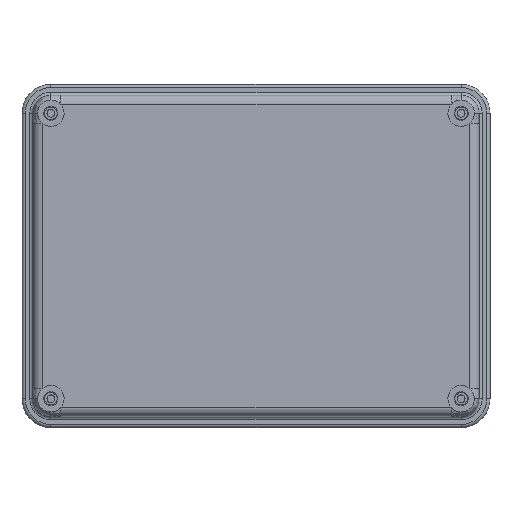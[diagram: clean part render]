
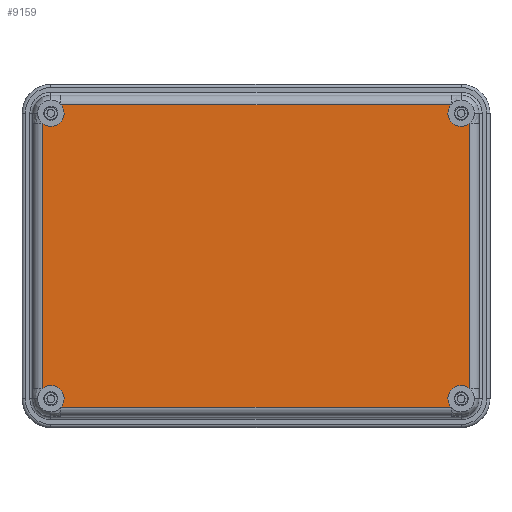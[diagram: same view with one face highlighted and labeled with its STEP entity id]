
A CAD part, top view. The second image highlights one B-rep face of the part: STEP entity #9159.
In plain terms, the highlighted planar face has unit normal (0, 0, 1).
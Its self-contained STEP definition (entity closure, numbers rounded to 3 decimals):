
#97 = ORIENTED_EDGE ( 'NONE', *, *, #17662, .T. ) ;
#381 = VERTEX_POINT ( 'NONE', #19984 ) ;
#382 = DIRECTION ( 'NONE',  ( -1., 0., 0. ) ) ;
#547 = CARTESIAN_POINT ( 'NONE',  ( 65.75, -45.75, 86.5 ) ) ;
#885 = CARTESIAN_POINT ( 'NONE',  ( -62.51, -48.5, 86.5 ) ) ;
#1114 = AXIS2_PLACEMENT_3D ( 'NONE', #18596, #13802, #20304 ) ;
#1254 = DIRECTION ( 'NONE',  ( 0., 0., 1. ) ) ;
#1768 = VECTOR ( 'NONE', #18466, 1000. ) ;
#1829 = CARTESIAN_POINT ( 'NONE',  ( 68.5, -42.51, 86.5 ) ) ;
#1958 = VERTEX_POINT ( 'NONE', #14569 ) ;
#2443 = AXIS2_PLACEMENT_3D ( 'NONE', #547, #7350, #12031 ) ;
#2975 = VERTEX_POINT ( 'NONE', #8550 ) ;
#3077 = VERTEX_POINT ( 'NONE', #20444 ) ;
#3138 = CIRCLE ( 'NONE', #13300, 4.25 ) ;
#3363 = ORIENTED_EDGE ( 'NONE', *, *, #6867, .T. ) ;
#3764 = VECTOR ( 'NONE', #20253, 1000. ) ;
#3998 = VERTEX_POINT ( 'NONE', #885 ) ;
#4025 = CARTESIAN_POINT ( 'NONE',  ( -68.5, -42.51, 86.5 ) ) ;
#4045 = ORIENTED_EDGE ( 'NONE', *, *, #17434, .T. ) ;
#4164 = VECTOR ( 'NONE', #13382, 1000. ) ;
#4215 = LINE ( 'NONE', #10480, #3764 ) ;
#4341 = AXIS2_PLACEMENT_3D ( 'NONE', #18830, #19459, #6386 ) ;
#4356 = CIRCLE ( 'NONE', #18611, 4.25 ) ;
#4581 = ORIENTED_EDGE ( 'NONE', *, *, #19653, .F. ) ;
#4614 = EDGE_CURVE ( 'NONE', #1958, #10949, #17229, .T. ) ;
#4815 = ORIENTED_EDGE ( 'NONE', *, *, #11746, .F. ) ;
#4974 = DIRECTION ( 'NONE',  ( 0., 0., 1. ) ) ;
#5006 = EDGE_CURVE ( 'NONE', #7867, #2975, #12500, .T. ) ;
#5131 = DIRECTION ( 'NONE',  ( -1., 0., 0. ) ) ;
#5191 = DIRECTION ( 'NONE',  ( -1., 0., 0. ) ) ;
#5514 = CARTESIAN_POINT ( 'NONE',  ( 68.5, 45.75, 86.5 ) ) ;
#5810 = FACE_OUTER_BOUND ( 'NONE', #10941, .T. ) ;
#6127 = LINE ( 'NONE', #20894, #11608 ) ;
#6386 = DIRECTION ( 'NONE',  ( -1., 0., 0. ) ) ;
#6867 = EDGE_CURVE ( 'NONE', #1958, #12398, #4215, .T. ) ;
#7350 = DIRECTION ( 'NONE',  ( 0., 0., 1. ) ) ;
#7608 = EDGE_CURVE ( 'NONE', #3998, #3077, #3138, .T. ) ;
#7617 = CIRCLE ( 'NONE', #17787, 4.25 ) ;
#7784 = EDGE_CURVE ( 'NONE', #18669, #19068, #6127, .T. ) ;
#7867 = VERTEX_POINT ( 'NONE', #14181 ) ;
#7907 = CARTESIAN_POINT ( 'NONE',  ( -65.75, 45.75, 86.5 ) ) ;
#8018 = DIRECTION ( 'NONE',  ( -1., 0., 0. ) ) ;
#8080 = AXIS2_PLACEMENT_3D ( 'NONE', #9453, #1254, #12525 ) ;
#8081 = AXIS2_PLACEMENT_3D ( 'NONE', #7907, #20875, #5131 ) ;
#8527 = CARTESIAN_POINT ( 'NONE',  ( -61.5, 45.75, 86.5 ) ) ;
#8550 = CARTESIAN_POINT ( 'NONE',  ( 68.5, 42.51, 86.5 ) ) ;
#8676 = DIRECTION ( 'NONE',  ( 0., 0., -1. ) ) ;
#8770 = CIRCLE ( 'NONE', #8081, 4.25 ) ;
#9159 = ADVANCED_FACE ( 'NONE', ( #5810 ), #13759, .F. ) ;
#9453 = CARTESIAN_POINT ( 'NONE',  ( 65.75, 45.75, 86.5 ) ) ;
#9523 = EDGE_CURVE ( 'NONE', #3077, #12398, #7617, .T. ) ;
#9813 = VERTEX_POINT ( 'NONE', #1829 ) ;
#10297 = CIRCLE ( 'NONE', #1114, 4.25 ) ;
#10326 = AXIS2_PLACEMENT_3D ( 'NONE', #15252, #8676, #17068 ) ;
#10480 = CARTESIAN_POINT ( 'NONE',  ( -68.5, -45.75, 86.5 ) ) ;
#10713 = EDGE_CURVE ( 'NONE', #10949, #19068, #8770, .T. ) ;
#10857 = ORIENTED_EDGE ( 'NONE', *, *, #7784, .T. ) ;
#10941 = EDGE_LOOP ( 'NONE', ( #11523, #3363, #16836, #15345, #4045, #4815, #15589, #97, #13166, #4581, #10857, #12185 ) ) ;
#10949 = VERTEX_POINT ( 'NONE', #8527 ) ;
#11523 = ORIENTED_EDGE ( 'NONE', *, *, #4614, .F. ) ;
#11608 = VECTOR ( 'NONE', #8018, 1000. ) ;
#11746 = EDGE_CURVE ( 'NONE', #12153, #381, #4356, .T. ) ;
#11828 = DIRECTION ( 'NONE',  ( -1., 0., 0. ) ) ;
#12031 = DIRECTION ( 'NONE',  ( -1., 0., 0. ) ) ;
#12153 = VERTEX_POINT ( 'NONE', #16930 ) ;
#12185 = ORIENTED_EDGE ( 'NONE', *, *, #10713, .F. ) ;
#12398 = VERTEX_POINT ( 'NONE', #4025 ) ;
#12500 = CIRCLE ( 'NONE', #8080, 4.25 ) ;
#12525 = DIRECTION ( 'NONE',  ( -1., 0., 0. ) ) ;
#13166 = ORIENTED_EDGE ( 'NONE', *, *, #5006, .F. ) ;
#13300 = AXIS2_PLACEMENT_3D ( 'NONE', #17642, #16759, #382 ) ;
#13382 = DIRECTION ( 'NONE',  ( 1., 0., 0. ) ) ;
#13415 = DIRECTION ( 'NONE',  ( 0., 0., 1. ) ) ;
#13631 = CARTESIAN_POINT ( 'NONE',  ( -65.75, -45.75, 86.5 ) ) ;
#13759 = PLANE ( 'NONE',  #10326 ) ;
#13802 = DIRECTION ( 'NONE',  ( 0., 0., 1. ) ) ;
#14181 = CARTESIAN_POINT ( 'NONE',  ( 61.5, 45.75, 86.5 ) ) ;
#14569 = CARTESIAN_POINT ( 'NONE',  ( -68.5, 42.51, 86.5 ) ) ;
#14701 = CARTESIAN_POINT ( 'NONE',  ( -62.51, 48.5, 86.5 ) ) ;
#14957 = LINE ( 'NONE', #5514, #1768 ) ;
#15252 = CARTESIAN_POINT ( 'NONE',  ( -65.75, -45.75, 86.5 ) ) ;
#15345 = ORIENTED_EDGE ( 'NONE', *, *, #7608, .F. ) ;
#15589 = ORIENTED_EDGE ( 'NONE', *, *, #17088, .F. ) ;
#16572 = CARTESIAN_POINT ( 'NONE',  ( 65.75, -48.5, 86.5 ) ) ;
#16759 = DIRECTION ( 'NONE',  ( 0., 0., 1. ) ) ;
#16836 = ORIENTED_EDGE ( 'NONE', *, *, #9523, .F. ) ;
#16930 = CARTESIAN_POINT ( 'NONE',  ( 61.5, -45.75, 86.5 ) ) ;
#17068 = DIRECTION ( 'NONE',  ( -1., 0., 0. ) ) ;
#17088 = EDGE_CURVE ( 'NONE', #9813, #12153, #20777, .T. ) ;
#17229 = CIRCLE ( 'NONE', #4341, 4.25 ) ;
#17434 = EDGE_CURVE ( 'NONE', #3998, #381, #19871, .T. ) ;
#17642 = CARTESIAN_POINT ( 'NONE',  ( -65.75, -45.75, 86.5 ) ) ;
#17662 = EDGE_CURVE ( 'NONE', #9813, #2975, #14957, .T. ) ;
#17787 = AXIS2_PLACEMENT_3D ( 'NONE', #13631, #13415, #11828 ) ;
#17917 = CARTESIAN_POINT ( 'NONE',  ( 62.51, 48.5, 86.5 ) ) ;
#18466 = DIRECTION ( 'NONE',  ( 0., 1., 0. ) ) ;
#18596 = CARTESIAN_POINT ( 'NONE',  ( 65.75, 45.75, 86.5 ) ) ;
#18611 = AXIS2_PLACEMENT_3D ( 'NONE', #19529, #4974, #5191 ) ;
#18669 = VERTEX_POINT ( 'NONE', #17917 ) ;
#18830 = CARTESIAN_POINT ( 'NONE',  ( -65.75, 45.75, 86.5 ) ) ;
#19068 = VERTEX_POINT ( 'NONE', #14701 ) ;
#19459 = DIRECTION ( 'NONE',  ( 0., 0., 1. ) ) ;
#19529 = CARTESIAN_POINT ( 'NONE',  ( 65.75, -45.75, 86.5 ) ) ;
#19653 = EDGE_CURVE ( 'NONE', #18669, #7867, #10297, .T. ) ;
#19871 = LINE ( 'NONE', #16572, #4164 ) ;
#19984 = CARTESIAN_POINT ( 'NONE',  ( 62.51, -48.5, 86.5 ) ) ;
#20253 = DIRECTION ( 'NONE',  ( 0., -1., 0. ) ) ;
#20304 = DIRECTION ( 'NONE',  ( -1., 0., 0. ) ) ;
#20444 = CARTESIAN_POINT ( 'NONE',  ( -61.5, -45.75, 86.5 ) ) ;
#20777 = CIRCLE ( 'NONE', #2443, 4.25 ) ;
#20875 = DIRECTION ( 'NONE',  ( 0., 0., 1. ) ) ;
#20894 = CARTESIAN_POINT ( 'NONE',  ( -65.75, 48.5, 86.5 ) ) ;
